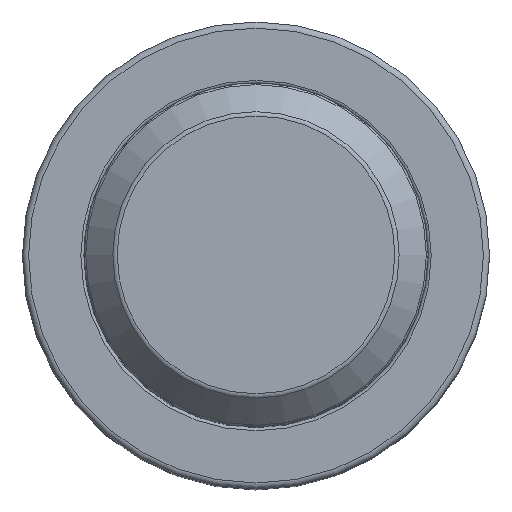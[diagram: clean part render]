
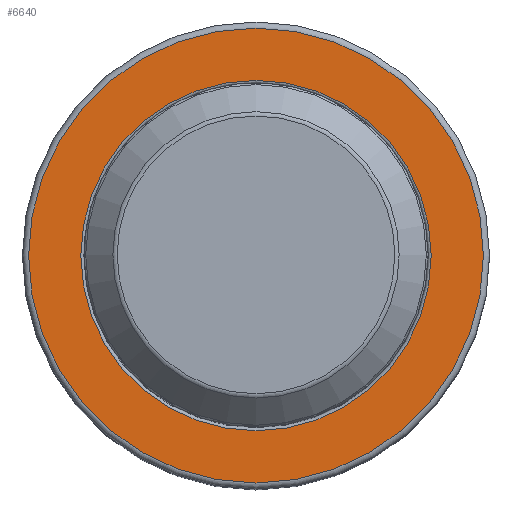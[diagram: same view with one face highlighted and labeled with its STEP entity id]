
A CAD part, top view. The second image highlights one B-rep face of the part: STEP entity #6640.
In plain terms, the highlighted planar face has unit normal (0, 0, 1).
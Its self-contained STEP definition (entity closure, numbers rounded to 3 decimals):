
#473 = DIRECTION ( 'NONE',  ( 0., 0., 1. ) ) ;
#692 = ORIENTED_EDGE ( 'NONE', *, *, #6701, .T. ) ;
#940 = DIRECTION ( 'NONE',  ( 1., 0., 0. ) ) ;
#1077 = CARTESIAN_POINT ( 'NONE',  ( 3.7, 0., 8. ) ) ;
#1778 = FACE_OUTER_BOUND ( 'NONE', #6475, .T. ) ;
#2704 = DIRECTION ( 'NONE',  ( 1., 0., 0. ) ) ;
#2988 = EDGE_LOOP ( 'NONE', ( #4975 ) ) ;
#2995 = VERTEX_POINT ( 'NONE', #6893 ) ;
#3302 = CARTESIAN_POINT ( 'NONE',  ( 0., 0., 8. ) ) ;
#3631 = CARTESIAN_POINT ( 'NONE',  ( 0., 0., 8. ) ) ;
#3768 = DIRECTION ( 'NONE',  ( 0., 0., 1. ) ) ;
#4269 = DIRECTION ( 'NONE',  ( 1., 0., 0. ) ) ;
#4290 = FACE_BOUND ( 'NONE', #2988, .T. ) ;
#4783 = DIRECTION ( 'NONE',  ( 0., 0., -1. ) ) ;
#4923 = PLANE ( 'NONE',  #5870 ) ;
#4975 = ORIENTED_EDGE ( 'NONE', *, *, #7044, .T. ) ;
#5555 = CARTESIAN_POINT ( 'NONE',  ( 0., 0., 8. ) ) ;
#5726 = AXIS2_PLACEMENT_3D ( 'NONE', #3631, #4783, #4269 ) ;
#5817 = VERTEX_POINT ( 'NONE', #1077 ) ;
#5870 = AXIS2_PLACEMENT_3D ( 'NONE', #5555, #3768, #940 ) ;
#6383 = CIRCLE ( 'NONE', #5726, 2.85 ) ;
#6475 = EDGE_LOOP ( 'NONE', ( #692 ) ) ;
#6640 = ADVANCED_FACE ( 'NONE', ( #4290, #1778 ), #4923, .T. ) ;
#6659 = CIRCLE ( 'NONE', #7435, 3.7 ) ;
#6701 = EDGE_CURVE ( 'NONE', #5817, #5817, #6659, .T. ) ;
#6893 = CARTESIAN_POINT ( 'NONE',  ( 2.85, 0., 8. ) ) ;
#7044 = EDGE_CURVE ( 'NONE', #2995, #2995, #6383, .T. ) ;
#7435 = AXIS2_PLACEMENT_3D ( 'NONE', #3302, #473, #2704 ) ;
